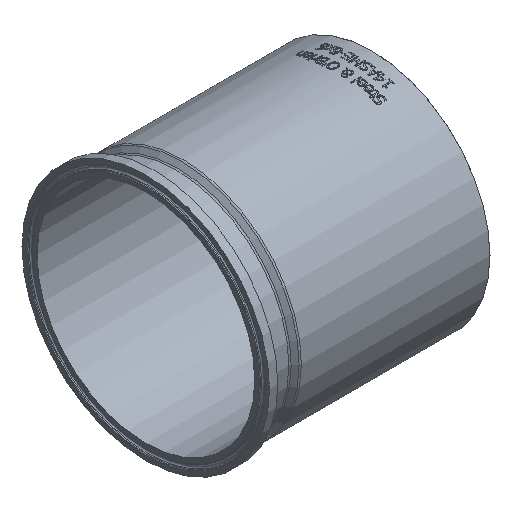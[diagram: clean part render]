
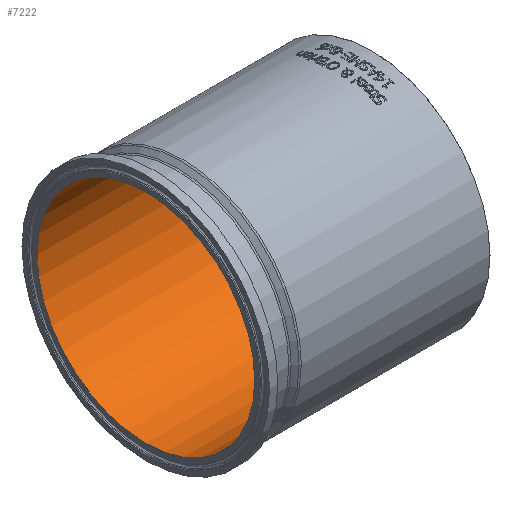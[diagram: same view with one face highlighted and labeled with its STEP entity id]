
A CAD part, isometric view. The second image highlights one B-rep face of the part: STEP entity #7222.
In plain terms, the highlighted cylindrical face has radius 73.431 mm (diameter 146.863 mm), a full revolution.
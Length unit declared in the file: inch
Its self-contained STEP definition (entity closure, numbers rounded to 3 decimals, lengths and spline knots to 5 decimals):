
#1056=LINE('',#16126,#1526);
#1526=VECTOR('',#9152,2.891);
#2083=FACE_OUTER_BOUND('',#2515,.T.);
#2515=EDGE_LOOP('',(#6729,#6730,#6731,#6732,#6733,#6734,#6735,#6736));
#2723=CIRCLE('',#7715,2.891);
#2724=CIRCLE('',#7716,2.891);
#2725=CIRCLE('',#7717,2.891);
#2726=CIRCLE('',#7719,2.891);
#2727=CIRCLE('',#7720,2.891);
#2728=CIRCLE('',#7721,2.891);
#3507=VERTEX_POINT('',#16112);
#3508=VERTEX_POINT('',#16114);
#3509=VERTEX_POINT('',#16116);
#3510=VERTEX_POINT('',#16120);
#3511=VERTEX_POINT('',#16121);
#3512=VERTEX_POINT('',#16123);
#4586=EDGE_CURVE('',#3507,#3508,#2723,.T.);
#4587=EDGE_CURVE('',#3508,#3509,#2724,.T.);
#4588=EDGE_CURVE('',#3509,#3507,#2725,.T.);
#4589=EDGE_CURVE('',#3510,#3511,#2726,.T.);
#4590=EDGE_CURVE('',#3512,#3510,#2727,.T.);
#4591=EDGE_CURVE('',#3511,#3512,#2728,.T.);
#4592=EDGE_CURVE('',#3511,#3508,#1056,.T.);
#6729=ORIENTED_EDGE('',*,*,#4589,.F.);
#6730=ORIENTED_EDGE('',*,*,#4590,.F.);
#6731=ORIENTED_EDGE('',*,*,#4591,.F.);
#6732=ORIENTED_EDGE('',*,*,#4592,.T.);
#6733=ORIENTED_EDGE('',*,*,#4586,.F.);
#6734=ORIENTED_EDGE('',*,*,#4588,.F.);
#6735=ORIENTED_EDGE('',*,*,#4587,.F.);
#6736=ORIENTED_EDGE('',*,*,#4592,.F.);
#6807=CYLINDRICAL_SURFACE('',#7718,2.891);
#7222=ADVANCED_FACE('',(#2083),#6807,.F.);
#7715=AXIS2_PLACEMENT_3D('',#16115,#9138,#9139);
#7716=AXIS2_PLACEMENT_3D('',#16117,#9140,#9141);
#7717=AXIS2_PLACEMENT_3D('',#16118,#9142,#9143);
#7718=AXIS2_PLACEMENT_3D('',#16119,#9144,#9145);
#7719=AXIS2_PLACEMENT_3D('',#16122,#9146,#9147);
#7720=AXIS2_PLACEMENT_3D('',#16124,#9148,#9149);
#7721=AXIS2_PLACEMENT_3D('',#16125,#9150,#9151);
#9138=DIRECTION('center_axis',(1.,0.,0.));
#9139=DIRECTION('ref_axis',(0.,-1.,0.));
#9140=DIRECTION('center_axis',(1.,0.,0.));
#9141=DIRECTION('ref_axis',(0.,-1.,0.));
#9142=DIRECTION('center_axis',(1.,0.,0.));
#9143=DIRECTION('ref_axis',(0.,-1.,0.));
#9144=DIRECTION('center_axis',(1.,0.,0.));
#9145=DIRECTION('ref_axis',(0.,1.,0.));
#9146=DIRECTION('center_axis',(-1.,0.,0.));
#9147=DIRECTION('ref_axis',(0.,-1.,0.));
#9148=DIRECTION('center_axis',(-1.,0.,0.));
#9149=DIRECTION('ref_axis',(0.,-1.,0.));
#9150=DIRECTION('center_axis',(-1.,0.,0.));
#9151=DIRECTION('ref_axis',(0.,-1.,0.));
#9152=DIRECTION('',(-1.,0.,0.));
#16112=CARTESIAN_POINT('',(0.005,0.,2.891));
#16114=CARTESIAN_POINT('',(0.005,-2.891,0.));
#16115=CARTESIAN_POINT('Origin',(0.005,0.,
0.));
#16116=CARTESIAN_POINT('',(0.005,2.891,0.));
#16117=CARTESIAN_POINT('Origin',(0.005,0.,
0.));
#16118=CARTESIAN_POINT('Origin',(0.005,0.,
0.));
#16119=CARTESIAN_POINT('Origin',(3.,0.,0.));
#16120=CARTESIAN_POINT('',(5.995,2.891,0.));
#16121=CARTESIAN_POINT('',(5.995,-2.891,0.));
#16122=CARTESIAN_POINT('Origin',(5.995,0.,0.));
#16123=CARTESIAN_POINT('',(5.995,0.,2.891));
#16124=CARTESIAN_POINT('Origin',(5.995,0.,0.));
#16125=CARTESIAN_POINT('Origin',(5.995,0.,0.));
#16126=CARTESIAN_POINT('',(3.,-2.891,0.));
